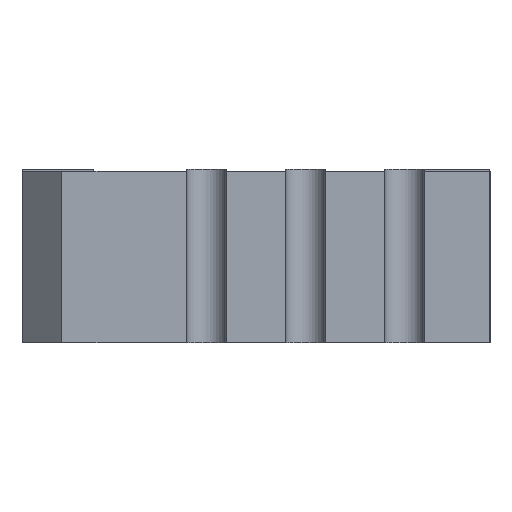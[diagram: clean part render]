
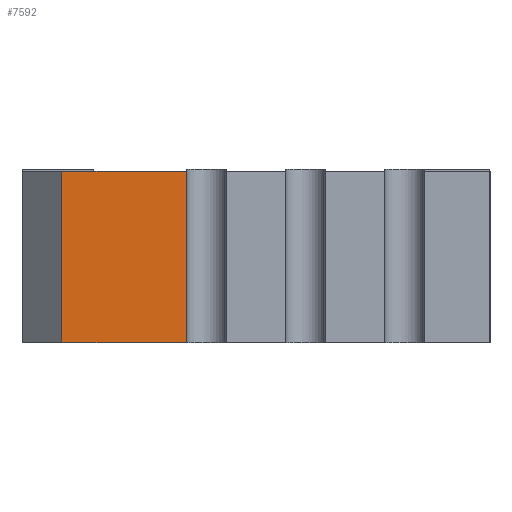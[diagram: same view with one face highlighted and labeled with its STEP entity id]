
A CAD part, left-side view. The second image highlights one B-rep face of the part: STEP entity #7592.
In plain terms, the highlighted planar face has unit normal (-1, 0, 0).
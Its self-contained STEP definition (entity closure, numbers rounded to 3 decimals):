
#4608 = PLANE('',#4609);
#4609 = AXIS2_PLACEMENT_3D('',#4610,#4611,#4612);
#4610 = CARTESIAN_POINT('',(0.,0.,2.2));
#4611 = DIRECTION('',(0.,0.,1.));
#4612 = DIRECTION('',(1.,0.,-0.));
#4664 = PLANE('',#4665);
#4665 = AXIS2_PLACEMENT_3D('',#4666,#4667,#4668);
#4666 = CARTESIAN_POINT('',(0.,0.,0.));
#4667 = DIRECTION('',(0.,0.,1.));
#4668 = DIRECTION('',(1.,0.,-0.));
#5739 = VERTEX_POINT('',#5740);
#5740 = CARTESIAN_POINT('',(0.,5.49,2.2));
#5754 = PLANE('',#5755);
#5755 = AXIS2_PLACEMENT_3D('',#5756,#5757,#5758);
#5756 = CARTESIAN_POINT('',(0.51,6.,0.));
#5757 = DIRECTION('',(0.707,-0.707,0.));
#5758 = DIRECTION('',(-0.707,-0.707,0.));
#5766 = EDGE_CURVE('',#5767,#5739,#5769,.T.);
#5767 = VERTEX_POINT('',#5768);
#5768 = CARTESIAN_POINT('',(0.,3.89,2.2));
#5769 = SURFACE_CURVE('',#5770,(#5774,#5781),.PCURVE_S1.);
#5770 = LINE('',#5771,#5772);
#5771 = CARTESIAN_POINT('',(0.,0.,2.2));
#5772 = VECTOR('',#5773,1.);
#5773 = DIRECTION('',(-0.,1.,0.));
#5774 = PCURVE('',#4608,#5775);
#5775 = DEFINITIONAL_REPRESENTATION('',(#5776),#5780);
#5776 = LINE('',#5777,#5778);
#5777 = CARTESIAN_POINT('',(0.,0.));
#5778 = VECTOR('',#5779,1.);
#5779 = DIRECTION('',(0.,1.));
#5780 = ( GEOMETRIC_REPRESENTATION_CONTEXT(2) 
PARAMETRIC_REPRESENTATION_CONTEXT() REPRESENTATION_CONTEXT('2D SPACE',''
  ) );
#5781 = PCURVE('',#5782,#5787);
#5782 = PLANE('',#5783);
#5783 = AXIS2_PLACEMENT_3D('',#5784,#5785,#5786);
#5784 = CARTESIAN_POINT('',(0.,0.,0.));
#5785 = DIRECTION('',(1.,0.,-0.));
#5786 = DIRECTION('',(0.,0.,1.));
#5787 = DEFINITIONAL_REPRESENTATION('',(#5788),#5792);
#5788 = LINE('',#5789,#5790);
#5789 = CARTESIAN_POINT('',(2.2,0.));
#5790 = VECTOR('',#5791,1.);
#5791 = DIRECTION('',(0.,-1.));
#5792 = ( GEOMETRIC_REPRESENTATION_CONTEXT(2) 
PARAMETRIC_REPRESENTATION_CONTEXT() REPRESENTATION_CONTEXT('2D SPACE',''
  ) );
#5809 = PLANE('',#5810);
#5810 = AXIS2_PLACEMENT_3D('',#5811,#5812,#5813);
#5811 = CARTESIAN_POINT('',(0.914,3.89,0.));
#5812 = DIRECTION('',(0.,1.,0.));
#5813 = DIRECTION('',(0.,0.,1.));
#7028 = VERTEX_POINT('',#7029);
#7029 = CARTESIAN_POINT('',(0.,5.49,0.));
#7050 = EDGE_CURVE('',#7051,#7028,#7053,.T.);
#7051 = VERTEX_POINT('',#7052);
#7052 = CARTESIAN_POINT('',(0.,3.89,0.));
#7053 = SURFACE_CURVE('',#7054,(#7058,#7065),.PCURVE_S1.);
#7054 = LINE('',#7055,#7056);
#7055 = CARTESIAN_POINT('',(0.,0.,0.));
#7056 = VECTOR('',#7057,1.);
#7057 = DIRECTION('',(-0.,1.,0.));
#7058 = PCURVE('',#4664,#7059);
#7059 = DEFINITIONAL_REPRESENTATION('',(#7060),#7064);
#7060 = LINE('',#7061,#7062);
#7061 = CARTESIAN_POINT('',(0.,0.));
#7062 = VECTOR('',#7063,1.);
#7063 = DIRECTION('',(0.,1.));
#7064 = ( GEOMETRIC_REPRESENTATION_CONTEXT(2) 
PARAMETRIC_REPRESENTATION_CONTEXT() REPRESENTATION_CONTEXT('2D SPACE',''
  ) );
#7065 = PCURVE('',#5782,#7066);
#7066 = DEFINITIONAL_REPRESENTATION('',(#7067),#7071);
#7067 = LINE('',#7068,#7069);
#7068 = CARTESIAN_POINT('',(0.,0.));
#7069 = VECTOR('',#7070,1.);
#7070 = DIRECTION('',(0.,-1.));
#7071 = ( GEOMETRIC_REPRESENTATION_CONTEXT(2) 
PARAMETRIC_REPRESENTATION_CONTEXT() REPRESENTATION_CONTEXT('2D SPACE',''
  ) );
#7572 = EDGE_CURVE('',#7051,#5767,#7573,.T.);
#7573 = SURFACE_CURVE('',#7574,(#7578,#7585),.PCURVE_S1.);
#7574 = LINE('',#7575,#7576);
#7575 = CARTESIAN_POINT('',(0.,3.89,0.));
#7576 = VECTOR('',#7577,1.);
#7577 = DIRECTION('',(0.,0.,1.));
#7578 = PCURVE('',#5809,#7579);
#7579 = DEFINITIONAL_REPRESENTATION('',(#7580),#7584);
#7580 = LINE('',#7581,#7582);
#7581 = CARTESIAN_POINT('',(0.,-0.914));
#7582 = VECTOR('',#7583,1.);
#7583 = DIRECTION('',(1.,0.));
#7584 = ( GEOMETRIC_REPRESENTATION_CONTEXT(2) 
PARAMETRIC_REPRESENTATION_CONTEXT() REPRESENTATION_CONTEXT('2D SPACE',''
  ) );
#7585 = PCURVE('',#5782,#7586);
#7586 = DEFINITIONAL_REPRESENTATION('',(#7587),#7590);
#7587 = B_SPLINE_CURVE_WITH_KNOTS('',1,(#7588,#7589),.UNSPECIFIED.,.F.,
  .F.,(2,2),(0.,2.2),.PIECEWISE_BEZIER_KNOTS.);
#7588 = CARTESIAN_POINT('',(0.,-3.89));
#7589 = CARTESIAN_POINT('',(2.2,-3.89));
#7590 = ( GEOMETRIC_REPRESENTATION_CONTEXT(2) 
PARAMETRIC_REPRESENTATION_CONTEXT() REPRESENTATION_CONTEXT('2D SPACE',''
  ) );
#7592 = ADVANCED_FACE('',(#7593),#5782,.F.);
#7593 = FACE_BOUND('',#7594,.F.);
#7594 = EDGE_LOOP('',(#7595,#7596,#7597,#7598));
#7595 = ORIENTED_EDGE('',*,*,#5766,.F.);
#7596 = ORIENTED_EDGE('',*,*,#7572,.F.);
#7597 = ORIENTED_EDGE('',*,*,#7050,.T.);
#7598 = ORIENTED_EDGE('',*,*,#7599,.T.);
#7599 = EDGE_CURVE('',#7028,#5739,#7600,.T.);
#7600 = SURFACE_CURVE('',#7601,(#7605,#7612),.PCURVE_S1.);
#7601 = LINE('',#7602,#7603);
#7602 = CARTESIAN_POINT('',(0.,5.49,0.));
#7603 = VECTOR('',#7604,1.);
#7604 = DIRECTION('',(0.,0.,1.));
#7605 = PCURVE('',#5782,#7606);
#7606 = DEFINITIONAL_REPRESENTATION('',(#7607),#7611);
#7607 = LINE('',#7608,#7609);
#7608 = CARTESIAN_POINT('',(0.,-5.49));
#7609 = VECTOR('',#7610,1.);
#7610 = DIRECTION('',(1.,0.));
#7611 = ( GEOMETRIC_REPRESENTATION_CONTEXT(2) 
PARAMETRIC_REPRESENTATION_CONTEXT() REPRESENTATION_CONTEXT('2D SPACE',''
  ) );
#7612 = PCURVE('',#5754,#7613);
#7613 = DEFINITIONAL_REPRESENTATION('',(#7614),#7618);
#7614 = LINE('',#7615,#7616);
#7615 = CARTESIAN_POINT('',(0.721,0.));
#7616 = VECTOR('',#7617,1.);
#7617 = DIRECTION('',(0.,-1.));
#7618 = ( GEOMETRIC_REPRESENTATION_CONTEXT(2) 
PARAMETRIC_REPRESENTATION_CONTEXT() REPRESENTATION_CONTEXT('2D SPACE',''
  ) );
